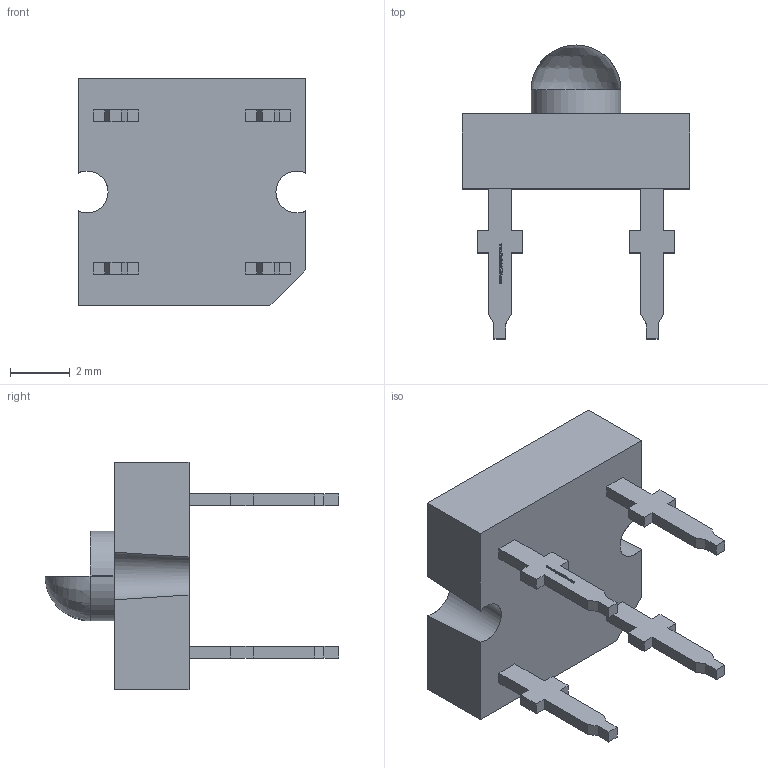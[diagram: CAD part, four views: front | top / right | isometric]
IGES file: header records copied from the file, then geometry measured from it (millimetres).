
Start section: SolidWorks IGES file using analytic representation for surfaces
Global section: file name: WP76761CSEC-J2-70MA.IGS; native system: SolidWorks 2014; preprocessor: SolidWorks 2014; author: FrankH; date: 210713.115419; units: millimetre
Bounding box: 7.6 x 9.8 x 7.6 mm (x, y, z)
Surface area: 256.2 mm2 (no closed solid volume)
Topology: 0 solids, 0 shells, 367 faces, 2240 edges, 2238 vertices
Faces by surface type: bspline 360, revolution 7
